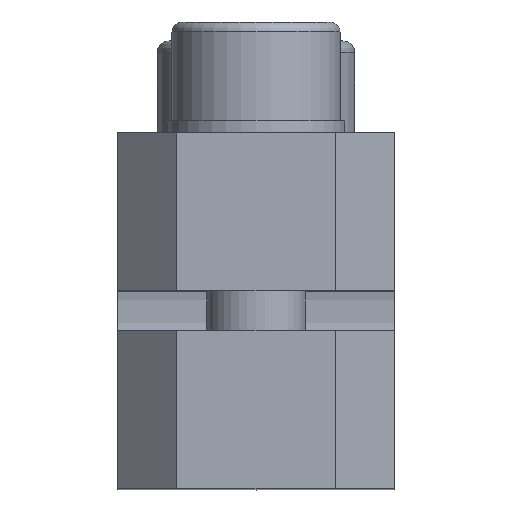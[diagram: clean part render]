
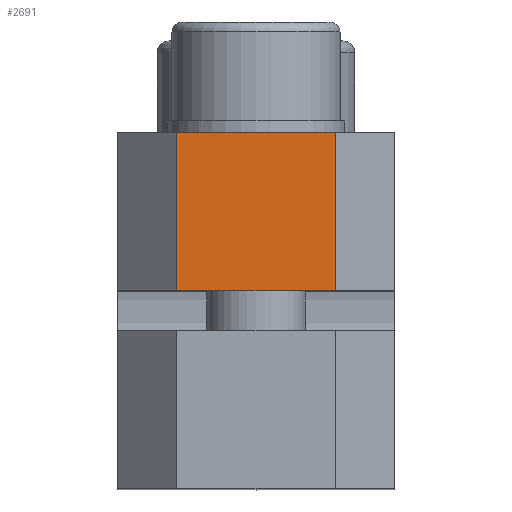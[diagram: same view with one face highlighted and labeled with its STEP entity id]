
A CAD part, top view. The second image highlights one B-rep face of the part: STEP entity #2691.
In plain terms, the highlighted face is planar.
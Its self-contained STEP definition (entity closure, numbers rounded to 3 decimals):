
#2162=CARTESIAN_POINT('',(-16.,9.,-4.0));
#2163=VERTEX_POINT('',#2162);
#2180=CARTESIAN_POINT('',(-16.0,1.,-4.));
#2181=VERTEX_POINT('',#2180);
#2188=CARTESIAN_POINT('',(-16.0,1.,-4.));
#2189=DIRECTION('',(0.0,1.0,0.0));
#2190=VECTOR('',#2189,8.);
#2191=LINE('',#2188,#2190);
#2192=EDGE_CURVE('',#2181,#2163,#2191,.T.);
#2292=CARTESIAN_POINT('',(-16.,9.,4.0));
#2293=VERTEX_POINT('',#2292);
#2294=CARTESIAN_POINT('',(-16.,9.,-4.0));
#2295=DIRECTION('',(0.0,0.0,1.0));
#2296=VECTOR('',#2295,8.0);
#2297=LINE('',#2294,#2296);
#2298=EDGE_CURVE('',#2163,#2293,#2297,.T.);
#2335=CARTESIAN_POINT('',(-16.0,1.,4.0));
#2336=VERTEX_POINT('',#2335);
#2337=CARTESIAN_POINT('',(-16.,9.,4.0));
#2338=DIRECTION('',(0.0,-1.0,0.0));
#2339=VECTOR('',#2338,8.);
#2340=LINE('',#2337,#2339);
#2341=EDGE_CURVE('',#2293,#2336,#2340,.T.);
#2631=CARTESIAN_POINT('',(-16.0,1.,-4.));
#2632=DIRECTION('',(0.0,0.0,1.0));
#2633=VECTOR('',#2632,8.0);
#2634=LINE('',#2631,#2633);
#2635=EDGE_CURVE('',#2181,#2336,#2634,.T.);
#2680=CARTESIAN_POINT('',(-16.0,0.0,0.0));
#2681=DIRECTION('',(-1.0,0.0,0.0));
#2682=DIRECTION('',(0.0,0.0,1.0));
#2683=AXIS2_PLACEMENT_3D('',#2680,#2681,#2682);
#2684=PLANE('',#2683);
#2685=ORIENTED_EDGE('',*,*,#2192,.F.);
#2686=ORIENTED_EDGE('',*,*,#2635,.T.);
#2687=ORIENTED_EDGE('',*,*,#2341,.F.);
#2688=ORIENTED_EDGE('',*,*,#2298,.F.);
#2689=EDGE_LOOP('',(#2685,#2686,#2687,#2688));
#2690=FACE_OUTER_BOUND('',#2689,.T.);
#2691=ADVANCED_FACE('',(#2690),#2684,.T.);
